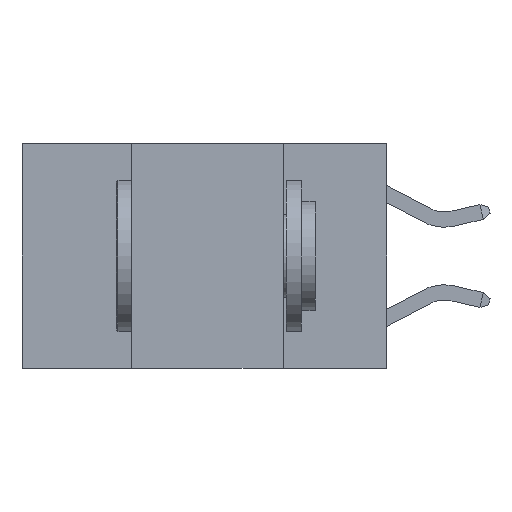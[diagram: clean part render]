
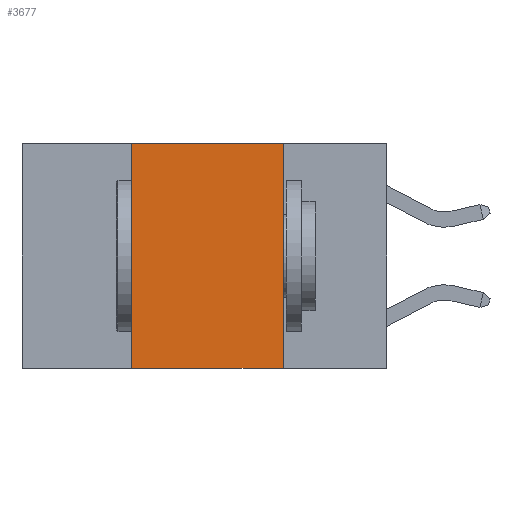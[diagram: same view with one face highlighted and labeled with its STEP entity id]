
A CAD part, left-side view. The second image highlights one B-rep face of the part: STEP entity #3677.
In plain terms, the highlighted planar face has unit normal (-1, 0, 0).
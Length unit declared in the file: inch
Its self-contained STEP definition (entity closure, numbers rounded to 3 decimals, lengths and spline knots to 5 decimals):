
#267 = VERTEX_POINT ( 'NONE', #474 ) ;
#474 = CARTESIAN_POINT ( 'NONE',  ( 0., 0.17, 0. ) ) ;
#971 = CARTESIAN_POINT ( 'NONE',  ( 0., 0.42, 0. ) ) ;
#1267 = EDGE_CURVE ( 'NONE', #11150, #267, #4100, .T. ) ;
#1534 = PLANE ( 'NONE',  #11072 ) ;
#1903 = EDGE_CURVE ( 'NONE', #3957, #11150, #23502, .T. ) ;
#1927 = EDGE_LOOP ( 'NONE', ( #3917, #9629, #16855, #11546 ) ) ;
#2543 = VECTOR ( 'NONE', #23871, 39.37008 ) ;
#3503 = DIRECTION ( 'NONE',  ( 1., 0., 0. ) ) ;
#3677 = ADVANCED_FACE ( 'NONE', ( #18305 ), #1534, .F. ) ;
#3917 = ORIENTED_EDGE ( 'NONE', *, *, #9149, .F. ) ;
#3957 = VERTEX_POINT ( 'NONE', #23194 ) ;
#4100 = LINE ( 'NONE', #13514, #7425 ) ;
#5343 = CARTESIAN_POINT ( 'NONE',  ( 0., 0.6, 0. ) ) ;
#7201 = CARTESIAN_POINT ( 'NONE',  ( 0., 0.6, -0.37 ) ) ;
#7425 = VECTOR ( 'NONE', #8252, 39.37008 ) ;
#8252 = DIRECTION ( 'NONE',  ( 0., -1., 0. ) ) ;
#9149 = EDGE_CURVE ( 'NONE', #267, #22877, #13723, .T. ) ;
#9629 = ORIENTED_EDGE ( 'NONE', *, *, #1267, .F. ) ;
#10484 = VECTOR ( 'NONE', #12464, 39.37008 ) ;
#10948 = DIRECTION ( 'NONE',  ( 0., 0., -1. ) ) ;
#11072 = AXIS2_PLACEMENT_3D ( 'NONE', #5343, #3503, #10948 ) ;
#11150 = VERTEX_POINT ( 'NONE', #971 ) ;
#11195 = VECTOR ( 'NONE', #22799, 39.37008 ) ;
#11546 = ORIENTED_EDGE ( 'NONE', *, *, #16996, .T. ) ;
#12464 = DIRECTION ( 'NONE',  ( 0., 0., 1. ) ) ;
#13514 = CARTESIAN_POINT ( 'NONE',  ( 0., 0.6, 0. ) ) ;
#13723 = LINE ( 'NONE', #21317, #11195 ) ;
#16515 = LINE ( 'NONE', #7201, #2543 ) ;
#16855 = ORIENTED_EDGE ( 'NONE', *, *, #1903, .F. ) ;
#16996 = EDGE_CURVE ( 'NONE', #3957, #22877, #16515, .T. ) ;
#18305 = FACE_OUTER_BOUND ( 'NONE', #1927, .T. ) ;
#18441 = CARTESIAN_POINT ( 'NONE',  ( 0., 0.42, 0. ) ) ;
#21317 = CARTESIAN_POINT ( 'NONE',  ( 0., 0.17, 0. ) ) ;
#22074 = CARTESIAN_POINT ( 'NONE',  ( 0., 0.17, -0.37 ) ) ;
#22799 = DIRECTION ( 'NONE',  ( 0., 0., -1. ) ) ;
#22877 = VERTEX_POINT ( 'NONE', #22074 ) ;
#23194 = CARTESIAN_POINT ( 'NONE',  ( 0., 0.42, -0.37 ) ) ;
#23502 = LINE ( 'NONE', #18441, #10484 ) ;
#23871 = DIRECTION ( 'NONE',  ( 0., -1., 0. ) ) ;
